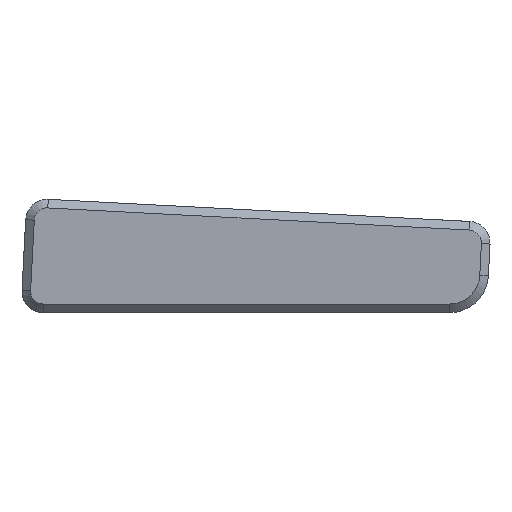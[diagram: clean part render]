
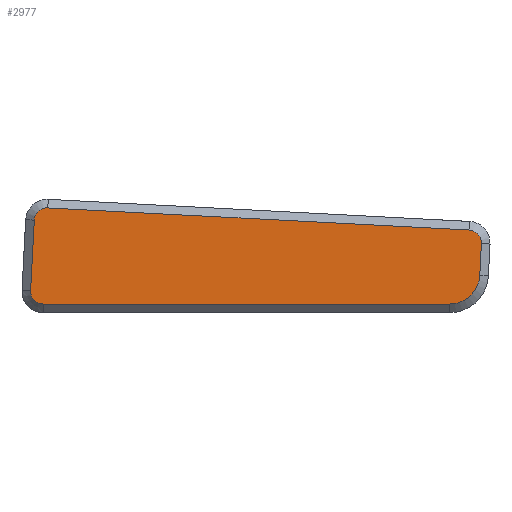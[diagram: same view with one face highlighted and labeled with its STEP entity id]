
A CAD part, left-side view. The second image highlights one B-rep face of the part: STEP entity #2977.
In plain terms, the highlighted planar face has unit normal (-1, 0, 0).
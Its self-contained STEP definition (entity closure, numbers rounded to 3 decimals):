
#201=CIRCLE('',#3218,3.);
#202=CIRCLE('',#3221,7.);
#204=CIRCLE('',#3225,3.);
#206=CIRCLE('',#3229,3.);
#415=FACE_OUTER_BOUND('',#600,.T.);
#600=EDGE_LOOP('',(#2538,#2539,#2540,#2541,#2542,#2543,#2544,#2545));
#843=LINE('',#5268,#1111);
#845=LINE('',#5275,#1113);
#848=LINE('',#5283,#1116);
#851=LINE('',#5292,#1119);
#1111=VECTOR('',#3883,10.);
#1113=VECTOR('',#3891,10.);
#1116=VECTOR('',#3900,10.);
#1119=VECTOR('',#3911,10.);
#1412=VERTEX_POINT('',#5264);
#1413=VERTEX_POINT('',#5266);
#1414=VERTEX_POINT('',#5270);
#1415=VERTEX_POINT('',#5274);
#1416=VERTEX_POINT('',#5278);
#1417=VERTEX_POINT('',#5282);
#1418=VERTEX_POINT('',#5286);
#1419=VERTEX_POINT('',#5291);
#1796=EDGE_CURVE('',#1413,#1412,#843,.T.);
#1798=EDGE_CURVE('',#1412,#1414,#201,.T.);
#1799=EDGE_CURVE('',#1414,#1415,#845,.T.);
#1802=EDGE_CURVE('',#1415,#1416,#202,.T.);
#1803=EDGE_CURVE('',#1416,#1417,#848,.T.);
#1807=EDGE_CURVE('',#1417,#1418,#204,.T.);
#1808=EDGE_CURVE('',#1418,#1419,#851,.T.);
#1811=EDGE_CURVE('',#1419,#1413,#206,.T.);
#2538=ORIENTED_EDGE('',*,*,#1796,.F.);
#2539=ORIENTED_EDGE('',*,*,#1811,.F.);
#2540=ORIENTED_EDGE('',*,*,#1808,.F.);
#2541=ORIENTED_EDGE('',*,*,#1807,.F.);
#2542=ORIENTED_EDGE('',*,*,#1803,.F.);
#2543=ORIENTED_EDGE('',*,*,#1802,.F.);
#2544=ORIENTED_EDGE('',*,*,#1799,.F.);
#2545=ORIENTED_EDGE('',*,*,#1798,.F.);
#2832=PLANE('',#3232);
#2977=ADVANCED_FACE('',(#415),#2832,.T.);
#3218=AXIS2_PLACEMENT_3D('',#5272,#3887,#3888);
#3221=AXIS2_PLACEMENT_3D('',#5280,#3896,#3897);
#3225=AXIS2_PLACEMENT_3D('',#5289,#3907,#3908);
#3229=AXIS2_PLACEMENT_3D('',#5296,#3917,#3918);
#3232=AXIS2_PLACEMENT_3D('',#5299,#3923,#3924);
#3883=DIRECTION('',(0.,-0.999,-0.052));
#3887=DIRECTION('center_axis',(1.,0.,0.));
#3888=DIRECTION('ref_axis',(0.,-0.743,0.669));
#3891=DIRECTION('',(0.,0.052,-0.999));
#3896=DIRECTION('center_axis',(1.,0.,0.));
#3897=DIRECTION('ref_axis',(0.,-0.688,-0.725));
#3900=DIRECTION('',(0.,1.,0.));
#3907=DIRECTION('center_axis',(1.,0.,0.));
#3908=DIRECTION('ref_axis',(0.,0.725,-0.688));
#3911=DIRECTION('',(0.,-0.052,0.999));
#3917=DIRECTION('center_axis',(1.,0.,0.));
#3918=DIRECTION('ref_axis',(0.,0.669,0.743));
#3923=DIRECTION('center_axis',(-1.,0.,0.));
#3924=DIRECTION('ref_axis',(0.,0.999,0.052));
#5264=CARTESIAN_POINT('',(101.985,-164.479,2.656));
#5266=CARTESIAN_POINT('',(101.985,-66.413,7.795));
#5268=CARTESIAN_POINT('',(101.985,-142.459,3.81));
#5270=CARTESIAN_POINT('',(101.985,-167.318,-0.497));
#5272=CARTESIAN_POINT('Origin',(101.985,-164.322,-0.34));
#5274=CARTESIAN_POINT('',(101.985,-166.927,-7.946));
#5275=CARTESIAN_POINT('',(101.985,-167.087,-4.891));
#5278=CARTESIAN_POINT('',(101.985,-159.937,-14.58));
#5280=CARTESIAN_POINT('Origin',(101.985,-159.937,-7.58));
#5282=CARTESIAN_POINT('',(101.985,-65.398,-14.58));
#5283=CARTESIAN_POINT('',(101.985,-141.694,-14.58));
#5286=CARTESIAN_POINT('',(101.985,-62.402,-11.423));
#5289=CARTESIAN_POINT('Origin',(101.985,-65.398,-11.58));
#5291=CARTESIAN_POINT('',(101.985,-63.26,4.957));
#5292=CARTESIAN_POINT('',(101.985,-63.03,0.563));
#5296=CARTESIAN_POINT('Origin',(101.985,-66.256,4.8));
#5299=CARTESIAN_POINT('Origin',(101.985,-169.085,-4.995));
